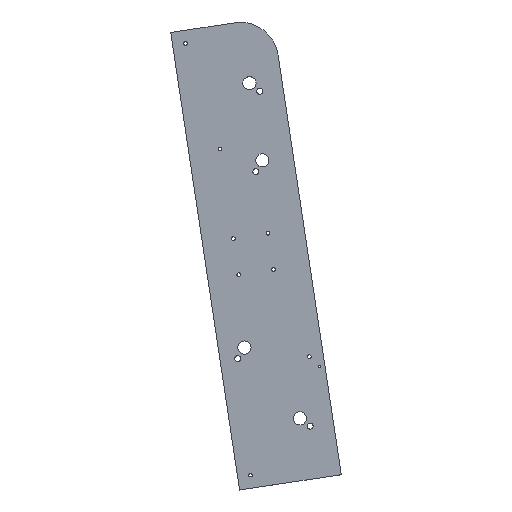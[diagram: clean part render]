
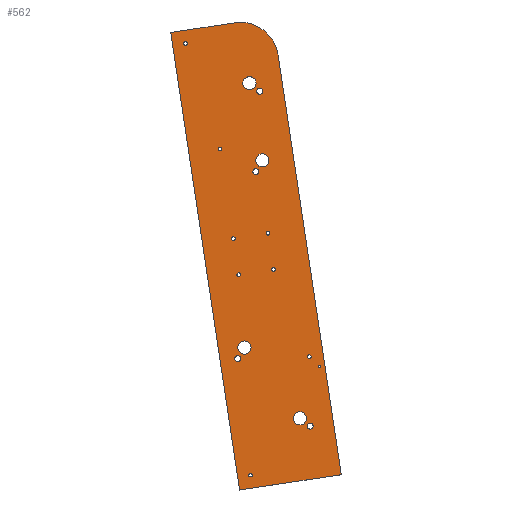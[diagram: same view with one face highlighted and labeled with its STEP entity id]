
A CAD part, top view. The second image highlights one B-rep face of the part: STEP entity #562.
In plain terms, the highlighted planar face has unit normal (0, 0, 1).
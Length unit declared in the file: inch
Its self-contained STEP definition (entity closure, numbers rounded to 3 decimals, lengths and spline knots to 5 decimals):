
#15=FACE_BOUND('',#84,.T.);
#16=FACE_BOUND('',#85,.T.);
#17=FACE_BOUND('',#86,.T.);
#18=FACE_BOUND('',#87,.T.);
#19=FACE_BOUND('',#88,.T.);
#20=FACE_BOUND('',#89,.T.);
#21=FACE_BOUND('',#90,.T.);
#22=FACE_BOUND('',#91,.T.);
#23=FACE_BOUND('',#92,.T.);
#24=FACE_BOUND('',#93,.T.);
#25=FACE_BOUND('',#94,.T.);
#26=FACE_BOUND('',#95,.T.);
#27=FACE_BOUND('',#96,.T.);
#28=FACE_BOUND('',#97,.T.);
#29=FACE_BOUND('',#98,.T.);
#30=FACE_BOUND('',#99,.T.);
#31=FACE_BOUND('',#100,.T.);
#50=PLANE('',#614);
#59=FACE_OUTER_BOUND('',#83,.T.);
#83=EDGE_LOOP('',(#400,#401,#402,#403,#404));
#84=EDGE_LOOP('',(#405));
#85=EDGE_LOOP('',(#406));
#86=EDGE_LOOP('',(#407));
#87=EDGE_LOOP('',(#408));
#88=EDGE_LOOP('',(#409));
#89=EDGE_LOOP('',(#410));
#90=EDGE_LOOP('',(#411));
#91=EDGE_LOOP('',(#412));
#92=EDGE_LOOP('',(#413));
#93=EDGE_LOOP('',(#414));
#94=EDGE_LOOP('',(#415));
#95=EDGE_LOOP('',(#416));
#96=EDGE_LOOP('',(#417));
#97=EDGE_LOOP('',(#418));
#98=EDGE_LOOP('',(#419));
#99=EDGE_LOOP('',(#420));
#100=EDGE_LOOP('',(#421));
#141=LINE('',#881,#171);
#144=LINE('',#887,#174);
#145=LINE('',#889,#175);
#146=LINE('',#890,#176);
#171=VECTOR('',#705,0.3937);
#174=VECTOR('',#710,0.3937);
#175=VECTOR('',#711,0.3937);
#176=VECTOR('',#712,0.3937);
#199=CIRCLE('',#605,0.04688);
#202=CIRCLE('',#609,0.073);
#203=CIRCLE('',#611,1.49866);
#205=CIRCLE('',#615,0.254);
#206=CIRCLE('',#616,0.254);
#207=CIRCLE('',#617,0.254);
#208=CIRCLE('',#618,0.254);
#209=CIRCLE('',#619,0.07);
#210=CIRCLE('',#620,0.07);
#211=CIRCLE('',#621,0.07);
#212=CIRCLE('',#622,0.07);
#213=CIRCLE('',#623,0.07);
#214=CIRCLE('',#624,0.07);
#215=CIRCLE('',#625,0.07);
#216=CIRCLE('',#626,0.1164);
#217=CIRCLE('',#627,0.113);
#218=CIRCLE('',#628,0.113);
#219=CIRCLE('',#629,0.113);
#248=VERTEX_POINT('',#859);
#251=VERTEX_POINT('',#867);
#252=VERTEX_POINT('',#871);
#253=VERTEX_POINT('',#872);
#256=VERTEX_POINT('',#880);
#258=VERTEX_POINT('',#886);
#259=VERTEX_POINT('',#888);
#260=VERTEX_POINT('',#891);
#261=VERTEX_POINT('',#893);
#262=VERTEX_POINT('',#895);
#263=VERTEX_POINT('',#897);
#264=VERTEX_POINT('',#899);
#265=VERTEX_POINT('',#901);
#266=VERTEX_POINT('',#903);
#267=VERTEX_POINT('',#905);
#268=VERTEX_POINT('',#907);
#269=VERTEX_POINT('',#909);
#270=VERTEX_POINT('',#911);
#271=VERTEX_POINT('',#913);
#272=VERTEX_POINT('',#915);
#273=VERTEX_POINT('',#917);
#274=VERTEX_POINT('',#919);
#306=EDGE_CURVE('',#248,#248,#199,.T.);
#310=EDGE_CURVE('',#251,#251,#202,.T.);
#311=EDGE_CURVE('',#252,#253,#203,.T.);
#315=EDGE_CURVE('',#256,#252,#141,.T.);
#318=EDGE_CURVE('',#253,#258,#144,.T.);
#319=EDGE_CURVE('',#258,#259,#145,.T.);
#320=EDGE_CURVE('',#259,#256,#146,.T.);
#321=EDGE_CURVE('',#260,#260,#205,.T.);
#322=EDGE_CURVE('',#261,#261,#206,.T.);
#323=EDGE_CURVE('',#262,#262,#207,.T.);
#324=EDGE_CURVE('',#263,#263,#208,.T.);
#325=EDGE_CURVE('',#264,#264,#209,.T.);
#326=EDGE_CURVE('',#265,#265,#210,.T.);
#327=EDGE_CURVE('',#266,#266,#211,.T.);
#328=EDGE_CURVE('',#267,#267,#212,.T.);
#329=EDGE_CURVE('',#268,#268,#213,.T.);
#330=EDGE_CURVE('',#269,#269,#214,.T.);
#331=EDGE_CURVE('',#270,#270,#215,.T.);
#332=EDGE_CURVE('',#271,#271,#216,.T.);
#333=EDGE_CURVE('',#272,#272,#217,.T.);
#334=EDGE_CURVE('',#273,#273,#218,.T.);
#335=EDGE_CURVE('',#274,#274,#219,.T.);
#400=ORIENTED_EDGE('',*,*,#311,.T.);
#401=ORIENTED_EDGE('',*,*,#318,.T.);
#402=ORIENTED_EDGE('',*,*,#319,.T.);
#403=ORIENTED_EDGE('',*,*,#320,.T.);
#404=ORIENTED_EDGE('',*,*,#315,.T.);
#405=ORIENTED_EDGE('',*,*,#306,.T.);
#406=ORIENTED_EDGE('',*,*,#310,.T.);
#407=ORIENTED_EDGE('',*,*,#321,.T.);
#408=ORIENTED_EDGE('',*,*,#322,.T.);
#409=ORIENTED_EDGE('',*,*,#323,.T.);
#410=ORIENTED_EDGE('',*,*,#324,.T.);
#411=ORIENTED_EDGE('',*,*,#325,.T.);
#412=ORIENTED_EDGE('',*,*,#326,.T.);
#413=ORIENTED_EDGE('',*,*,#327,.T.);
#414=ORIENTED_EDGE('',*,*,#328,.T.);
#415=ORIENTED_EDGE('',*,*,#329,.T.);
#416=ORIENTED_EDGE('',*,*,#330,.T.);
#417=ORIENTED_EDGE('',*,*,#331,.T.);
#418=ORIENTED_EDGE('',*,*,#332,.T.);
#419=ORIENTED_EDGE('',*,*,#333,.T.);
#420=ORIENTED_EDGE('',*,*,#334,.T.);
#421=ORIENTED_EDGE('',*,*,#335,.T.);
#562=ADVANCED_FACE('',(#59,#15,#16,#17,#18,#19,#20,#21,#22,#23,#24,#25,
#26,#27,#28,#29,#30,#31),#50,.T.);
#605=AXIS2_PLACEMENT_3D('',#861,#684,#685);
#609=AXIS2_PLACEMENT_3D('',#869,#693,#694);
#611=AXIS2_PLACEMENT_3D('',#873,#697,#698);
#614=AXIS2_PLACEMENT_3D('',#885,#708,#709);
#615=AXIS2_PLACEMENT_3D('',#892,#713,#714);
#616=AXIS2_PLACEMENT_3D('',#894,#715,#716);
#617=AXIS2_PLACEMENT_3D('',#896,#717,#718);
#618=AXIS2_PLACEMENT_3D('',#898,#719,#720);
#619=AXIS2_PLACEMENT_3D('',#900,#721,#722);
#620=AXIS2_PLACEMENT_3D('',#902,#723,#724);
#621=AXIS2_PLACEMENT_3D('',#904,#725,#726);
#622=AXIS2_PLACEMENT_3D('',#906,#727,#728);
#623=AXIS2_PLACEMENT_3D('',#908,#729,#730);
#624=AXIS2_PLACEMENT_3D('',#910,#731,#732);
#625=AXIS2_PLACEMENT_3D('',#912,#733,#734);
#626=AXIS2_PLACEMENT_3D('',#914,#735,#736);
#627=AXIS2_PLACEMENT_3D('',#916,#737,#738);
#628=AXIS2_PLACEMENT_3D('',#918,#739,#740);
#629=AXIS2_PLACEMENT_3D('',#920,#741,#742);
#684=DIRECTION('center_axis',(0.,0.,-1.));
#685=DIRECTION('ref_axis',(-1.,0.,0.));
#693=DIRECTION('center_axis',(0.,0.,-1.));
#694=DIRECTION('ref_axis',(-1.,0.,0.));
#697=DIRECTION('center_axis',(0.,0.,1.));
#698=DIRECTION('ref_axis',(-0.017,-1.,0.));
#705=DIRECTION('',(-0.149,0.989,0.));
#708=DIRECTION('center_axis',(0.,0.,1.));
#709=DIRECTION('ref_axis',(1.,0.,0.));
#710=DIRECTION('',(-0.989,-0.149,0.));
#711=DIRECTION('',(0.149,-0.989,0.));
#712=DIRECTION('',(0.989,0.149,0.));
#713=DIRECTION('center_axis',(0.,0.,-1.));
#714=DIRECTION('ref_axis',(-1.,0.,0.));
#715=DIRECTION('center_axis',(0.,0.,-1.));
#716=DIRECTION('ref_axis',(-1.,0.,0.));
#717=DIRECTION('center_axis',(0.,0.,-1.));
#718=DIRECTION('ref_axis',(-1.,0.,0.));
#719=DIRECTION('center_axis',(0.,0.,-1.));
#720=DIRECTION('ref_axis',(-1.,0.,0.));
#721=DIRECTION('center_axis',(0.,0.,-1.));
#722=DIRECTION('ref_axis',(-1.,0.,0.));
#723=DIRECTION('center_axis',(0.,0.,-1.));
#724=DIRECTION('ref_axis',(-1.,0.,0.));
#725=DIRECTION('center_axis',(0.,0.,-1.));
#726=DIRECTION('ref_axis',(-1.,0.,0.));
#727=DIRECTION('center_axis',(0.,0.,-1.));
#728=DIRECTION('ref_axis',(-1.,0.,0.));
#729=DIRECTION('center_axis',(0.,0.,-1.));
#730=DIRECTION('ref_axis',(-1.,0.,0.));
#731=DIRECTION('center_axis',(0.,0.,-1.));
#732=DIRECTION('ref_axis',(-1.,0.,0.));
#733=DIRECTION('center_axis',(0.,0.,-1.));
#734=DIRECTION('ref_axis',(-1.,0.,0.));
#735=DIRECTION('center_axis',(0.,0.,-1.));
#736=DIRECTION('ref_axis',(-1.,0.,0.));
#737=DIRECTION('center_axis',(0.,0.,-1.));
#738=DIRECTION('ref_axis',(-1.,0.,0.));
#739=DIRECTION('center_axis',(0.,0.,-1.));
#740=DIRECTION('ref_axis',(-1.,0.,0.));
#741=DIRECTION('center_axis',(0.,0.,-1.));
#742=DIRECTION('ref_axis',(-1.,0.,0.));
#859=CARTESIAN_POINT('',(0.80297,1.98722,0.25));
#861=CARTESIAN_POINT('Origin',(0.75609,1.98722,0.25));
#867=CARTESIAN_POINT('',(0.43323,2.3623,0.25));
#869=CARTESIAN_POINT('Origin',(0.36023,2.3623,0.25));
#871=CARTESIAN_POINT('',(-0.83164,13.93759,0.25));
#872=CARTESIAN_POINT('',(-2.28613,15.20409,0.25));
#873=CARTESIAN_POINT('Origin',(-2.31224,13.70566,0.25));
#880=CARTESIAN_POINT('',(1.58925,-2.16273,0.25));
#881=CARTESIAN_POINT('',(1.58925,-2.16273,0.25));
#885=CARTESIAN_POINT('Origin',(-1.68244,6.32009,0.25));
#886=CARTESIAN_POINT('',(-4.95413,14.80292,0.25));
#887=CARTESIAN_POINT('',(-1.05002,15.38995,0.25));
#888=CARTESIAN_POINT('',(-2.31487,-2.74977,0.25));
#889=CARTESIAN_POINT('',(-4.95413,14.80292,0.25));
#890=CARTESIAN_POINT('',(-2.31487,-2.74977,0.25));
#891=CARTESIAN_POINT('',(-1.67898,12.85549,0.25));
#892=CARTESIAN_POINT('Origin',(-1.93298,12.85549,0.25));
#893=CARTESIAN_POINT('',(-1.18742,9.89568,0.25));
#894=CARTESIAN_POINT('Origin',(-1.44142,9.89568,0.25));
#895=CARTESIAN_POINT('',(-1.87318,2.71388,0.25));
#896=CARTESIAN_POINT('Origin',(-2.12718,2.71388,0.25));
#897=CARTESIAN_POINT('',(0.254,0.,0.25));
#898=CARTESIAN_POINT('Origin',(0.,0.,
0.25));
#899=CARTESIAN_POINT('',(-4.31536,14.38293,0.25));
#900=CARTESIAN_POINT('Origin',(-4.38536,14.38293,0.25));
#901=CARTESIAN_POINT('',(-2.2753,5.50983,0.25));
#902=CARTESIAN_POINT('Origin',(-2.3453,5.50983,0.25));
#903=CARTESIAN_POINT('',(-0.94433,5.70996,0.25));
#904=CARTESIAN_POINT('Origin',(-1.01433,5.70996,0.25));
#905=CARTESIAN_POINT('',(-2.99863,10.33359,0.25));
#906=CARTESIAN_POINT('Origin',(-3.06863,10.33359,0.25));
#907=CARTESIAN_POINT('',(-2.48344,6.89406,0.25));
#908=CARTESIAN_POINT('Origin',(-2.55344,6.89406,0.25));
#909=CARTESIAN_POINT('',(-1.82477,-2.18098,0.25));
#910=CARTESIAN_POINT('Origin',(-1.89477,-2.18098,0.25));
#911=CARTESIAN_POINT('',(-1.15246,7.09419,0.25));
#912=CARTESIAN_POINT('Origin',(-1.22246,7.09419,0.25));
#913=CARTESIAN_POINT('',(-1.42391,12.55006,0.25));
#914=CARTESIAN_POINT('Origin',(-1.54031,12.55006,0.25));
#915=CARTESIAN_POINT('',(0.51015,-0.30028,0.25));
#916=CARTESIAN_POINT('Origin',(0.39715,-0.30028,0.25));
#917=CARTESIAN_POINT('',(-1.57691,9.46438,0.25));
#918=CARTESIAN_POINT('Origin',(-1.68991,9.46438,0.25));
#919=CARTESIAN_POINT('',(-2.26918,2.28719,0.25));
#920=CARTESIAN_POINT('Origin',(-2.38218,2.28719,0.25));
